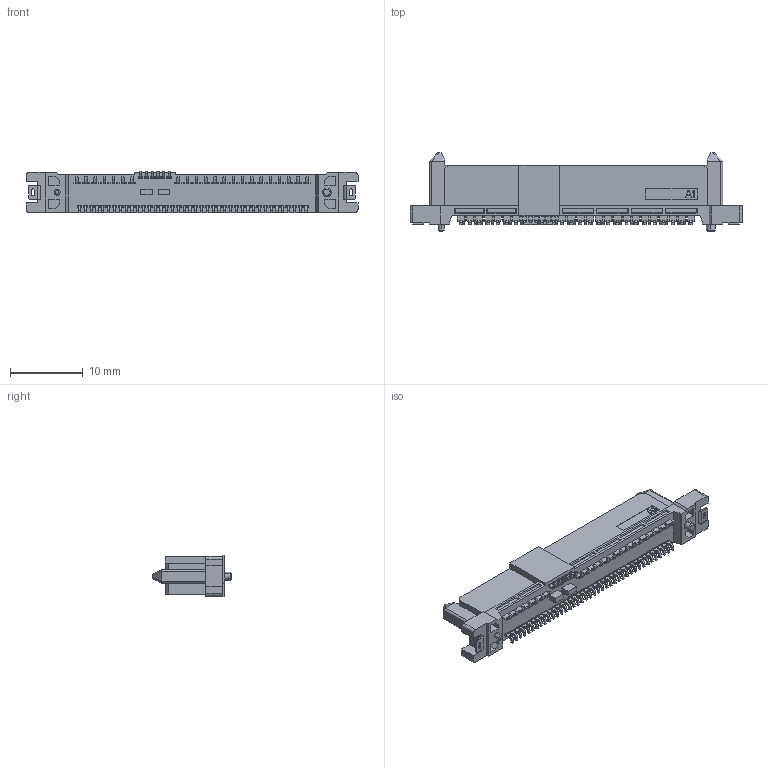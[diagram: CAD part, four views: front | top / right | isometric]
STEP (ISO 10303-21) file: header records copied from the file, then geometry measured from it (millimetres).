
FILE_DESCRIPTION (( 'STEP AP214' ), '1' );
FILE_NAME ('271-068-629-002.STEP', '2020-05-19T12:54:28', ( '' ), ( '' ), 'SwSTEP 2.0', 'SolidWorks 2020', '' );
FILE_SCHEMA (( 'AUTOMOTIVE_DESIGN' ));
Length unit declared in the file: inch
Products named in the file (3): 271-068-629-002_hsg; 271-068-629-002_terminal; 271-068-629-002
Assembly tree (2 placements, depth 2):
  271-068-629-002
    271-068-629-002_hsg
    271-068-629-002_terminal
Bounding box: 45.75 x 10.8 x 5.72 mm (x, y, z)
Volume: 1035.3 mm3; surface area: 1935.3 mm2
Topology: 69 solids, 69 shells, 3969 faces, 10498 edges, 6552 vertices
Faces by surface type: plane 2243, cylinder 1354, bspline 368, cone 4
Entity records: 128139 total; most frequent: CARTESIAN_POINT 28652, ORIENTED_EDGE 20720, DIRECTION 19122, EDGE_CURVE 10360, VECTOR 7318, LINE 7318, VERTEX_POINT 6552, AXIS2_PLACEMENT_3D 5902
